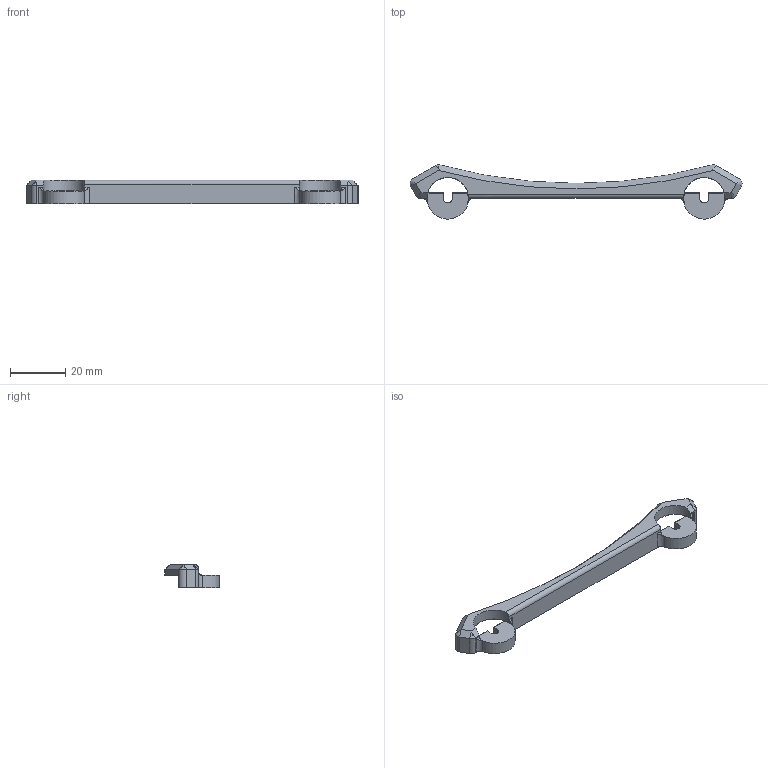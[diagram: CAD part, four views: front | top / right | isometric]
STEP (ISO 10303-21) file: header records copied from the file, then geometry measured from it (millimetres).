
FILE_DESCRIPTION(/* description */ (''),/* implementation_level */ '2;1');
FILE_NAME(/* name */ 'Atom_3_lite_bed_holder.stp',/* time_stamp */ '2024-09-26T01:16:45+08:00',/* author */ ('user'),/* organization */ (''),/* preprocessor_version */ 'ST-DEVELOPER v20',/* originating_system */ 'Autodesk Inventor 2024',/* authorisation */ '');
FILE_SCHEMA (('AUTOMOTIVE_DESIGN { 1 0 10303 214 3 1 1 }'));
Length unit declared in the file: millimetre
Products named in the file (1): lite_bed_holder
Bounding box: 119.75 x 19.58 x 8.6 mm (x, y, z)
Volume: 4600.1 mm3; surface area: 4079.5 mm2
Topology: 1 solids, 1 shells, 79 faces, 207 edges, 120 vertices
Faces by surface type: cylinder 33, plane 27, cone 7, torus 6, bspline 4, sphere 2
Entity records: 3064 total; most frequent: CARTESIAN_POINT 1122, ORIENTED_EDGE 402, DIRECTION 400, EDGE_CURVE 201, AXIS2_PLACEMENT_3D 145, VERTEX_POINT 120, LINE 110, VECTOR 110
